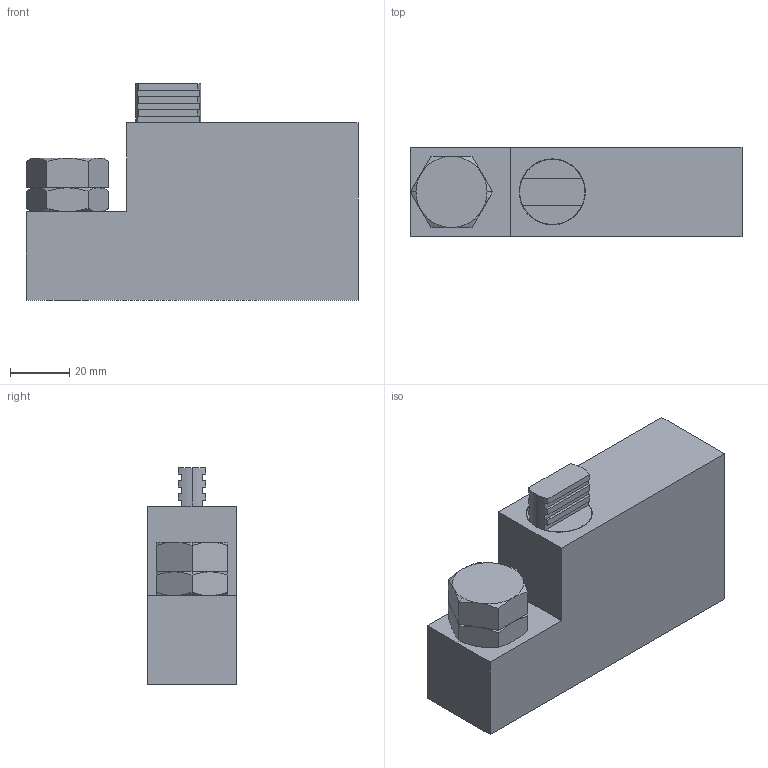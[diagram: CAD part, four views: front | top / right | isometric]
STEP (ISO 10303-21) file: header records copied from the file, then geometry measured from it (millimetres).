
FILE_DESCRIPTION(('STEP AP214'),'1');
FILE_NAME('haldern_eh_23700_0216.stp','2017-06-21T08:08:27',('TraceParts'),('TraceParts S.A.'),'Spatial InterOp 3D',' ',' ');
FILE_SCHEMA(('automotive_design'));
Length unit declared in the file: millimetre
Products named in the file (2): haldern_eh_23700_0216_1; haldern_eh_23700_0216_2
Bounding box: 112 x 30 x 73.2 mm (x, y, z)
Volume: 183992.5 mm3; surface area: 28559 mm2
Topology: 2 solids, 2 shells, 87 faces, 212 edges, 132 vertices
Faces by surface type: plane 49, cone 32, cylinder 6
Entity records: 3245 total; most frequent: CARTESIAN_POINT 505, DIRECTION 426, ORIENTED_EDGE 424, EDGE_CURVE 212, AXIS2_PLACEMENT_3D 161, VERTEX_POINT 132, LINE 104, VECTOR 104
